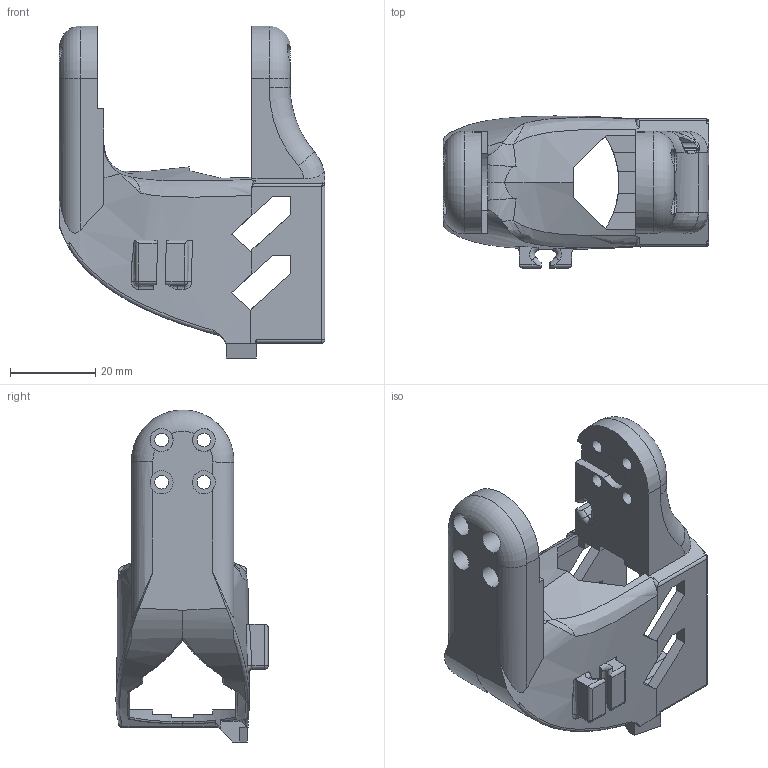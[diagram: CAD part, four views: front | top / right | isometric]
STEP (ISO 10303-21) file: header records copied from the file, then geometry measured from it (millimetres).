
FILE_DESCRIPTION(/* description */ (''),/* implementation_level */ '2;1');
FILE_NAME(/* name */ 'Wrist_Roll_Pitch_SO101 v2.step',/* time_stamp */ '2025-04-15T13:01:06+02:00',/* author */ (''),/* organization */ (''),/* preprocessor_version */ 'ST-DEVELOPER v20.1',/* originating_system */ 'Autodesk Translation Framework v14.4.0.0',/* authorisation */ '');
FILE_SCHEMA (('AUTOMOTIVE_DESIGN { 1 0 10303 214 3 1 1 }'));
Length unit declared in the file: millimetre
Products named in the file (2): Wrist_Roll_Pitch_SO101; Wiring_holder v1
Assembly tree (1 placements, depth 2):
  Wrist_Roll_Pitch_SO101
    Wiring_holder v1
Bounding box: 62.3 x 35.66 x 77.81 mm (x, y, z)
Volume: 32312.8 mm3; surface area: 18037.3 mm2
Topology: 1 solids, 1 shells, 291 faces, 826 edges, 530 vertices
Faces by surface type: plane 137, cylinder 70, bspline 63, torus 17, sphere 4
Full cylindrical faces by diameter (mm): 3.2 x8, 5.4 x8
Entity records: 15970 total; most frequent: CARTESIAN_POINT 8803, ORIENTED_EDGE 1646, DIRECTION 1280, EDGE_CURVE 823, VERTEX_POINT 530, AXIS2_PLACEMENT_3D 452, LINE 376, VECTOR 376
